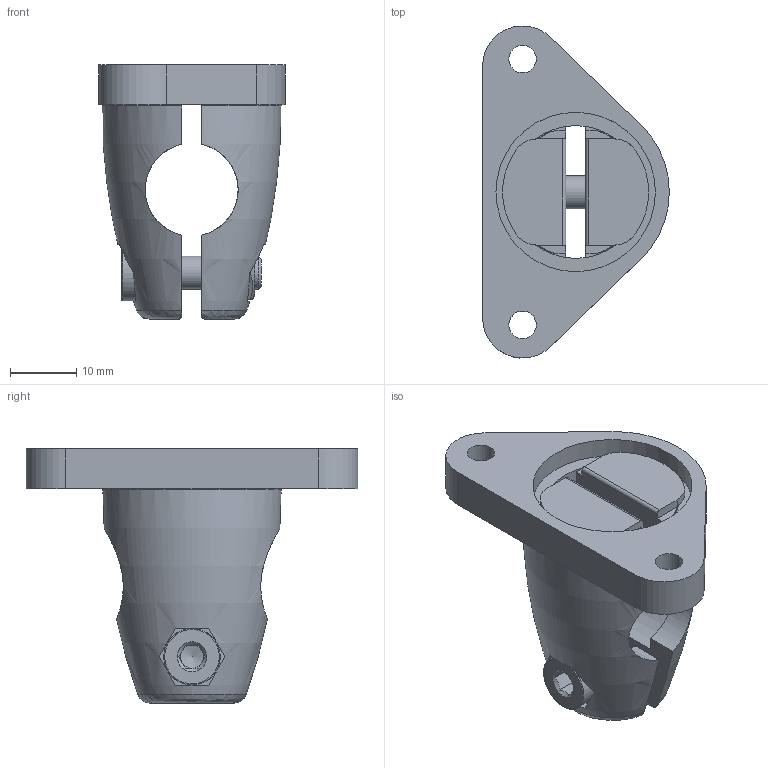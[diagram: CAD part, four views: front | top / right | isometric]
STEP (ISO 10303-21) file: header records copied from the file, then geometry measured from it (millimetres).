
FILE_DESCRIPTION (( 'STEP AP214' ), '1' );
FILE_NAME ('E3D301.STEP', '2024-01-10T10:46:50', ( '' ), ( '' ), 'SwSTEP 2.0', 'SolidWorks 2023', '' );
FILE_SCHEMA (( 'AUTOMOTIVE_DESIGN' ));
Length unit declared in the file: inch
Products named in the file (1): E3D301
Bounding box: 28.1 x 49.97 x 38.3 mm (x, y, z)
Volume: 12621 mm3; surface area: 8646.2 mm2
Topology: 5 solids, 5 shells, 119 faces, 308 edges, 204 vertices
Faces by surface type: plane 64, cylinder 34, bspline 10, cone 9, torus 2
Full cylindrical faces by diameter (mm): 4.134 x3, 5 x1, 5.5 x2, 8.5 x1, 20 x1, 24 x1
Entity records: 4448 total; most frequent: CARTESIAN_POINT 1666, ORIENTED_EDGE 570, DIRECTION 504, EDGE_CURVE 285, VERTEX_POINT 199, AXIS2_PLACEMENT_3D 187, EDGE_LOOP 154, LINE 130
